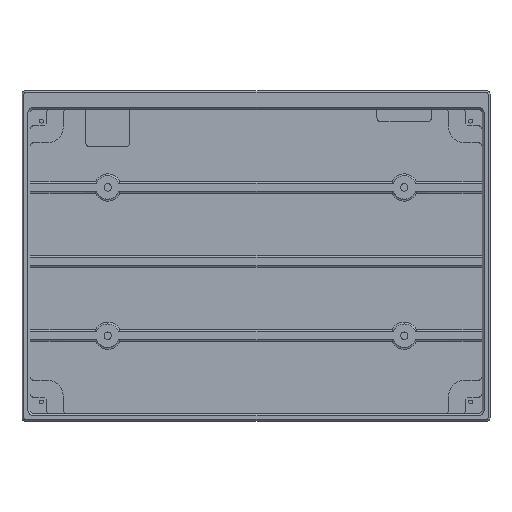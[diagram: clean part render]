
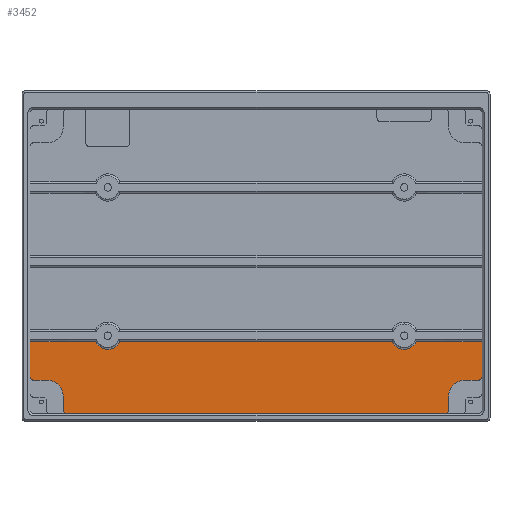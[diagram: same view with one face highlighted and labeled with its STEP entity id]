
A CAD part, top view. The second image highlights one B-rep face of the part: STEP entity #3452.
In plain terms, the highlighted planar face has unit normal (0, 0, 1).
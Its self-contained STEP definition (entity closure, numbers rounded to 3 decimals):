
#84=PLANE('',#3677);
#195=FACE_OUTER_BOUND('',#402,.T.);
#402=EDGE_LOOP('',(#2372,#2373,#2374,#2375,#2376,#2377,#2378,#2379,#2380,
#2381,#2382,#2383,#2384,#2385,#2386,#2387,#2388,#2389));
#619=LINE('',#5145,#963);
#632=LINE('',#5176,#976);
#636=LINE('',#5188,#980);
#639=LINE('',#5201,#983);
#640=LINE('',#5204,#984);
#641=LINE('',#5206,#985);
#642=LINE('',#5208,#986);
#643=LINE('',#5212,#987);
#644=LINE('',#5216,#988);
#645=LINE('',#5217,#989);
#963=VECTOR('',#4066,10.);
#976=VECTOR('',#4087,10.);
#980=VECTOR('',#4099,10.);
#983=VECTOR('',#4112,10.);
#984=VECTOR('',#4115,10.);
#985=VECTOR('',#4116,10.);
#986=VECTOR('',#4117,10.);
#987=VECTOR('',#4120,10.);
#988=VECTOR('',#4123,10.);
#989=VECTOR('',#4124,10.);
#1307=CIRCLE('',#3663,1.);
#1309=CIRCLE('',#3667,1.);
#1311=CIRCLE('',#3671,1.);
#1313=CIRCLE('',#3675,1.);
#1315=CIRCLE('',#3678,4.1);
#1316=CIRCLE('',#3679,4.1);
#1317=CIRCLE('',#3680,3.5);
#1318=CIRCLE('',#3681,3.5);
#1470=VERTEX_POINT('',#5132);
#1471=VERTEX_POINT('',#5133);
#1475=VERTEX_POINT('',#5143);
#1476=VERTEX_POINT('',#5147);
#1477=VERTEX_POINT('',#5148);
#1489=VERTEX_POINT('',#5174);
#1490=VERTEX_POINT('',#5178);
#1493=VERTEX_POINT('',#5186);
#1494=VERTEX_POINT('',#5190);
#1495=VERTEX_POINT('',#5191);
#1498=VERTEX_POINT('',#5199);
#1499=VERTEX_POINT('',#5202);
#1500=VERTEX_POINT('',#5205);
#1501=VERTEX_POINT('',#5207);
#1502=VERTEX_POINT('',#5209);
#1503=VERTEX_POINT('',#5211);
#1504=VERTEX_POINT('',#5213);
#1505=VERTEX_POINT('',#5215);
#1805=EDGE_CURVE('',#1470,#1471,#1307,.T.);
#1811=EDGE_CURVE('',#1475,#1470,#619,.T.);
#1812=EDGE_CURVE('',#1476,#1477,#1309,.T.);
#1826=EDGE_CURVE('',#1489,#1476,#632,.T.);
#1827=EDGE_CURVE('',#1490,#1489,#1311,.T.);
#1832=EDGE_CURVE('',#1493,#1490,#636,.T.);
#1833=EDGE_CURVE('',#1494,#1495,#1313,.T.);
#1837=EDGE_CURVE('',#1498,#1475,#1315,.T.);
#1838=EDGE_CURVE('',#1477,#1498,#639,.T.);
#1839=EDGE_CURVE('',#1499,#1493,#1316,.T.);
#1840=EDGE_CURVE('',#1495,#1499,#640,.T.);
#1841=EDGE_CURVE('',#1500,#1494,#641,.T.);
#1842=EDGE_CURVE('',#1500,#1501,#642,.T.);
#1843=EDGE_CURVE('',#1501,#1502,#1317,.T.);
#1844=EDGE_CURVE('',#1502,#1503,#643,.T.);
#1845=EDGE_CURVE('',#1503,#1504,#1318,.T.);
#1846=EDGE_CURVE('',#1504,#1505,#644,.T.);
#1847=EDGE_CURVE('',#1471,#1505,#645,.T.);
#2372=ORIENTED_EDGE('',*,*,#1805,.F.);
#2373=ORIENTED_EDGE('',*,*,#1811,.F.);
#2374=ORIENTED_EDGE('',*,*,#1837,.F.);
#2375=ORIENTED_EDGE('',*,*,#1838,.F.);
#2376=ORIENTED_EDGE('',*,*,#1812,.F.);
#2377=ORIENTED_EDGE('',*,*,#1826,.F.);
#2378=ORIENTED_EDGE('',*,*,#1827,.F.);
#2379=ORIENTED_EDGE('',*,*,#1832,.F.);
#2380=ORIENTED_EDGE('',*,*,#1839,.F.);
#2381=ORIENTED_EDGE('',*,*,#1840,.F.);
#2382=ORIENTED_EDGE('',*,*,#1833,.F.);
#2383=ORIENTED_EDGE('',*,*,#1841,.F.);
#2384=ORIENTED_EDGE('',*,*,#1842,.T.);
#2385=ORIENTED_EDGE('',*,*,#1843,.T.);
#2386=ORIENTED_EDGE('',*,*,#1844,.T.);
#2387=ORIENTED_EDGE('',*,*,#1845,.T.);
#2388=ORIENTED_EDGE('',*,*,#1846,.T.);
#2389=ORIENTED_EDGE('',*,*,#1847,.F.);
#3452=ADVANCED_FACE('',(#195),#84,.T.);
#3663=AXIS2_PLACEMENT_3D('',#5134,#4056,#4057);
#3667=AXIS2_PLACEMENT_3D('',#5149,#4069,#4070);
#3671=AXIS2_PLACEMENT_3D('',#5179,#4090,#4091);
#3675=AXIS2_PLACEMENT_3D('',#5192,#4102,#4103);
#3677=AXIS2_PLACEMENT_3D('',#5198,#4108,#4109);
#3678=AXIS2_PLACEMENT_3D('',#5200,#4110,#4111);
#3679=AXIS2_PLACEMENT_3D('',#5203,#4113,#4114);
#3680=AXIS2_PLACEMENT_3D('',#5210,#4118,#4119);
#3681=AXIS2_PLACEMENT_3D('',#5214,#4121,#4122);
#4056=DIRECTION('center_axis',(0.,0.,-1.));
#4057=DIRECTION('ref_axis',(-0.707,-0.707,0.));
#4066=DIRECTION('',(-1.,0.,0.));
#4069=DIRECTION('center_axis',(0.,0.,-1.));
#4070=DIRECTION('ref_axis',(-0.707,-0.707,0.));
#4087=DIRECTION('',(-1.,0.,0.));
#4090=DIRECTION('center_axis',(0.,0.,-1.));
#4091=DIRECTION('ref_axis',(0.707,-0.707,0.));
#4099=DIRECTION('',(0.,-1.,0.));
#4102=DIRECTION('center_axis',(0.,0.,-1.));
#4103=DIRECTION('ref_axis',(0.707,-0.707,0.));
#4108=DIRECTION('center_axis',(0.,0.,1.));
#4109=DIRECTION('ref_axis',(1.,0.,0.));
#4110=DIRECTION('center_axis',(0.,0.,1.));
#4111=DIRECTION('ref_axis',(-1.,0.,0.));
#4112=DIRECTION('',(0.,1.,0.));
#4113=DIRECTION('center_axis',(0.,0.,1.));
#4114=DIRECTION('ref_axis',(-1.,0.,0.));
#4115=DIRECTION('',(-1.,0.,0.));
#4116=DIRECTION('',(0.,-1.,0.));
#4117=DIRECTION('',(-1.,0.,0.));
#4118=DIRECTION('center_axis',(0.,0.,-1.));
#4119=DIRECTION('ref_axis',(0.,-1.,0.));
#4120=DIRECTION('',(-1.,0.,0.));
#4121=DIRECTION('center_axis',(0.,0.,-1.));
#4122=DIRECTION('ref_axis',(0.,-1.,0.));
#4123=DIRECTION('',(-1.,0.,0.));
#4124=DIRECTION('',(0.,1.,0.));
#5132=CARTESIAN_POINT('',(9.525,-78.125,-5.7));
#5133=CARTESIAN_POINT('',(8.525,-77.125,-5.7));
#5134=CARTESIAN_POINT('Origin',(9.525,-77.125,-5.7));
#5143=CARTESIAN_POINT('',(13.025,-78.125,-5.7));
#5145=CARTESIAN_POINT('',(36.851,-78.125,-5.7));
#5147=CARTESIAN_POINT('',(18.125,-86.725,-5.7));
#5148=CARTESIAN_POINT('',(17.125,-85.725,-5.7));
#5149=CARTESIAN_POINT('Origin',(18.125,-85.725,-5.7));
#5174=CARTESIAN_POINT('',(115.225,-86.725,-5.7));
#5176=CARTESIAN_POINT('',(124.828,-86.725,-5.7));
#5178=CARTESIAN_POINT('',(116.225,-85.725,-5.7));
#5179=CARTESIAN_POINT('Origin',(115.225,-85.725,-5.7));
#5186=CARTESIAN_POINT('',(116.225,-82.225,-5.7));
#5188=CARTESIAN_POINT('',(116.225,-67.215,-5.7));
#5190=CARTESIAN_POINT('',(124.828,-77.125,-5.7));
#5191=CARTESIAN_POINT('',(123.828,-78.125,-5.7));
#5192=CARTESIAN_POINT('Origin',(123.828,-77.125,-5.7));
#5198=CARTESIAN_POINT('Origin',(66.676,-46.205,-5.7));
#5199=CARTESIAN_POINT('',(17.125,-82.225,-5.7));
#5200=CARTESIAN_POINT('Origin',(13.025,-82.225,-5.7));
#5201=CARTESIAN_POINT('',(17.125,-64.215,-5.7));
#5202=CARTESIAN_POINT('',(120.325,-78.125,-5.7));
#5203=CARTESIAN_POINT('Origin',(120.325,-82.225,-5.7));
#5204=CARTESIAN_POINT('',(93.501,-78.125,-5.7));
#5205=CARTESIAN_POINT('',(124.828,-68.2,-5.7));
#5206=CARTESIAN_POINT('',(124.828,-8.525,-5.7));
#5207=CARTESIAN_POINT('',(107.928,-68.2,-5.7));
#5208=CARTESIAN_POINT('',(95.752,-68.2,-5.7));
#5209=CARTESIAN_POINT('',(101.628,-68.2,-5.7));
#5210=CARTESIAN_POINT('Origin',(104.778,-66.675,-5.7));
#5211=CARTESIAN_POINT('',(31.725,-68.2,-5.7));
#5212=CARTESIAN_POINT('',(84.317,-68.2,-5.7));
#5213=CARTESIAN_POINT('',(25.425,-68.2,-5.7));
#5214=CARTESIAN_POINT('Origin',(28.575,-66.675,-5.7));
#5215=CARTESIAN_POINT('',(8.525,-68.2,-5.7));
#5216=CARTESIAN_POINT('',(46.216,-68.2,-5.7));
#5217=CARTESIAN_POINT('',(8.525,-86.725,-5.7));
